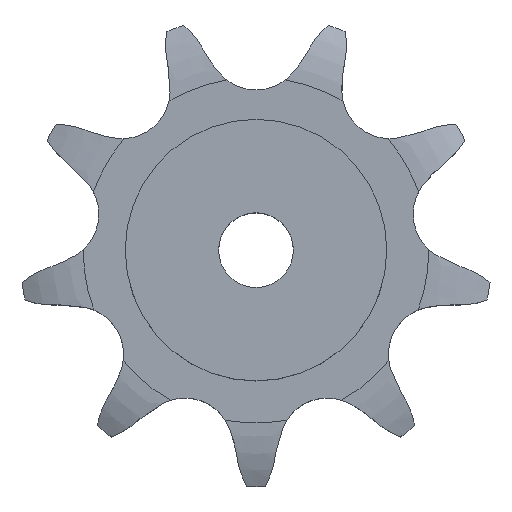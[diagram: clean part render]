
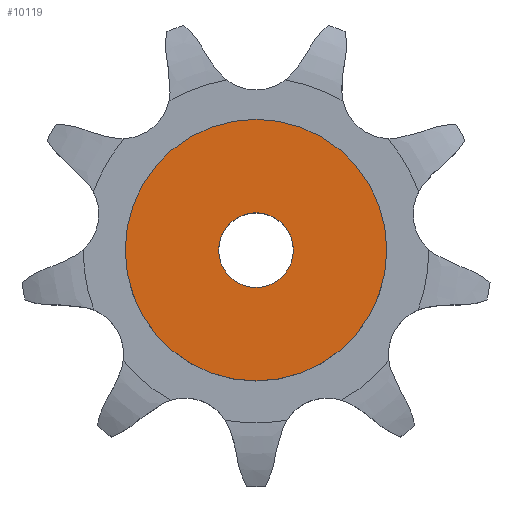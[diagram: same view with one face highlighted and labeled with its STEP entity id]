
A CAD part, top view. The second image highlights one B-rep face of the part: STEP entity #10119.
In plain terms, the highlighted planar face has unit normal (0, 0, 1).
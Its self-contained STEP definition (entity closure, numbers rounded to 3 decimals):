
#1839 = CYLINDRICAL_SURFACE('',#1840,35.);
#1840 = AXIS2_PLACEMENT_3D('',#1841,#1842,#1843);
#1841 = CARTESIAN_POINT('',(0.,0.,0.));
#1842 = DIRECTION('',(-0.,-0.,-1.));
#1843 = DIRECTION('',(1.,0.,0.));
#6697 = VERTEX_POINT('',#6698);
#6698 = CARTESIAN_POINT('',(35.,0.,45.));
#6719 = EDGE_CURVE('',#6697,#6697,#6720,.T.);
#6720 = SURFACE_CURVE('',#6721,(#6726,#6733),.PCURVE_S1.);
#6721 = CIRCLE('',#6722,35.);
#6722 = AXIS2_PLACEMENT_3D('',#6723,#6724,#6725);
#6723 = CARTESIAN_POINT('',(0.,0.,45.));
#6724 = DIRECTION('',(0.,0.,1.));
#6725 = DIRECTION('',(1.,0.,0.));
#6726 = PCURVE('',#1839,#6727);
#6727 = DEFINITIONAL_REPRESENTATION('',(#6728),#6732);
#6728 = LINE('',#6729,#6730);
#6729 = CARTESIAN_POINT('',(-0.,-45.));
#6730 = VECTOR('',#6731,1.);
#6731 = DIRECTION('',(-1.,0.));
#6732 = ( GEOMETRIC_REPRESENTATION_CONTEXT(2) 
PARAMETRIC_REPRESENTATION_CONTEXT() REPRESENTATION_CONTEXT('2D SPACE',''
  ) );
#6733 = PCURVE('',#6734,#6739);
#6734 = PLANE('',#6735);
#6735 = AXIS2_PLACEMENT_3D('',#6736,#6737,#6738);
#6736 = CARTESIAN_POINT('',(0.,0.,45.));
#6737 = DIRECTION('',(0.,0.,1.));
#6738 = DIRECTION('',(1.,0.,0.));
#6739 = DEFINITIONAL_REPRESENTATION('',(#6740),#6744);
#6740 = CIRCLE('',#6741,35.);
#6741 = AXIS2_PLACEMENT_2D('',#6742,#6743);
#6742 = CARTESIAN_POINT('',(0.,0.));
#6743 = DIRECTION('',(1.,0.));
#6744 = ( GEOMETRIC_REPRESENTATION_CONTEXT(2) 
PARAMETRIC_REPRESENTATION_CONTEXT() REPRESENTATION_CONTEXT('2D SPACE',''
  ) );
#8756 = CYLINDRICAL_SURFACE('',#8757,10.);
#8757 = AXIS2_PLACEMENT_3D('',#8758,#8759,#8760);
#8758 = CARTESIAN_POINT('',(0.,0.,216.574));
#8759 = DIRECTION('',(0.,0.,1.));
#8760 = DIRECTION('',(1.,0.,0.));
#10119 = ADVANCED_FACE('',(#10120,#10123),#6734,.T.);
#10120 = FACE_BOUND('',#10121,.T.);
#10121 = EDGE_LOOP('',(#10122));
#10122 = ORIENTED_EDGE('',*,*,#6719,.T.);
#10123 = FACE_BOUND('',#10124,.T.);
#10124 = EDGE_LOOP('',(#10125));
#10125 = ORIENTED_EDGE('',*,*,#10126,.F.);
#10126 = EDGE_CURVE('',#10127,#10127,#10129,.T.);
#10127 = VERTEX_POINT('',#10128);
#10128 = CARTESIAN_POINT('',(10.,0.,45.));
#10129 = SURFACE_CURVE('',#10130,(#10135,#10142),.PCURVE_S1.);
#10130 = CIRCLE('',#10131,10.);
#10131 = AXIS2_PLACEMENT_3D('',#10132,#10133,#10134);
#10132 = CARTESIAN_POINT('',(0.,0.,45.));
#10133 = DIRECTION('',(0.,0.,1.));
#10134 = DIRECTION('',(1.,0.,0.));
#10135 = PCURVE('',#6734,#10136);
#10136 = DEFINITIONAL_REPRESENTATION('',(#10137),#10141);
#10137 = CIRCLE('',#10138,10.);
#10138 = AXIS2_PLACEMENT_2D('',#10139,#10140);
#10139 = CARTESIAN_POINT('',(0.,0.));
#10140 = DIRECTION('',(1.,0.));
#10141 = ( GEOMETRIC_REPRESENTATION_CONTEXT(2) 
PARAMETRIC_REPRESENTATION_CONTEXT() REPRESENTATION_CONTEXT('2D SPACE',''
  ) );
#10142 = PCURVE('',#8756,#10143);
#10143 = DEFINITIONAL_REPRESENTATION('',(#10144),#10148);
#10144 = LINE('',#10145,#10146);
#10145 = CARTESIAN_POINT('',(0.,-171.574));
#10146 = VECTOR('',#10147,1.);
#10147 = DIRECTION('',(1.,0.));
#10148 = ( GEOMETRIC_REPRESENTATION_CONTEXT(2) 
PARAMETRIC_REPRESENTATION_CONTEXT() REPRESENTATION_CONTEXT('2D SPACE',''
  ) );
